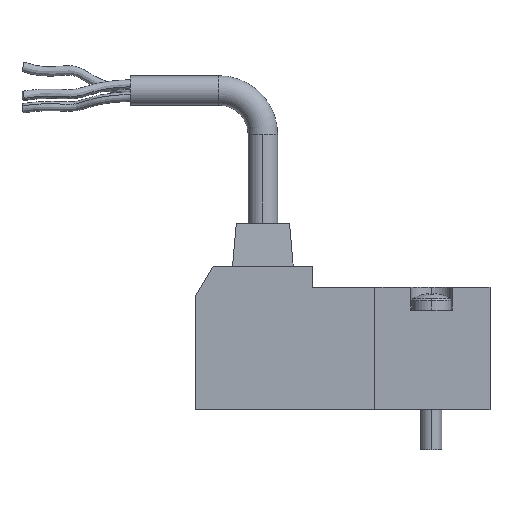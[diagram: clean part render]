
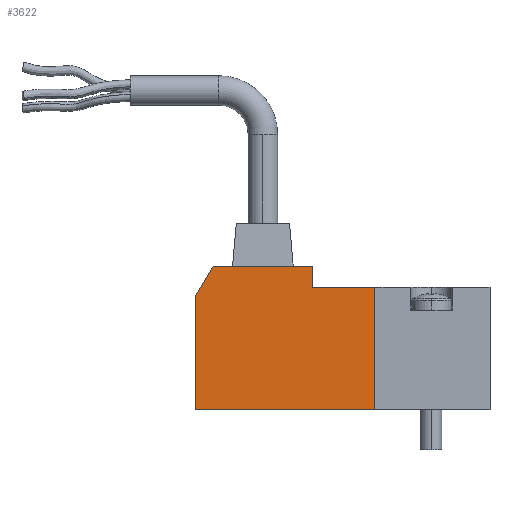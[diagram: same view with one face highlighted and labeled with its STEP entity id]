
A CAD part, top view. The second image highlights one B-rep face of the part: STEP entity #3622.
In plain terms, the highlighted planar face has unit normal (0, 0, 1).
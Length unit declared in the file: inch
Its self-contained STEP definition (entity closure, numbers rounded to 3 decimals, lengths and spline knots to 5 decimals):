
#53 = VERTEX_POINT ( 'NONE', #1567 ) ;
#99 = ORIENTED_EDGE ( 'NONE', *, *, #2730, .T. ) ;
#420 = VERTEX_POINT ( 'NONE', #4637 ) ;
#435 = CARTESIAN_POINT ( 'NONE',  ( -1.663, 0., 0. ) ) ;
#450 = ORIENTED_EDGE ( 'NONE', *, *, #2808, .T. ) ;
#650 = VECTOR ( 'NONE', #1005, 39.37008 ) ;
#653 = VERTEX_POINT ( 'NONE', #6303 ) ;
#724 = CARTESIAN_POINT ( 'NONE',  ( -1.003, 0.81, 0. ) ) ;
#916 = DIRECTION ( 'NONE',  ( -1., 0., 0. ) ) ;
#1005 = DIRECTION ( 'NONE',  ( 0., 1., 0. ) ) ;
#1051 = ORIENTED_EDGE ( 'NONE', *, *, #4183, .F. ) ;
#1091 = LINE ( 'NONE', #724, #2238 ) ;
#1243 = CARTESIAN_POINT ( 'NONE',  ( -1.663, 0., 0. ) ) ;
#1322 = VECTOR ( 'NONE', #916, 39.37008 ) ;
#1567 = CARTESIAN_POINT ( 'NONE',  ( -1.56543, 0.81, 0. ) ) ;
#1672 = EDGE_LOOP ( 'NONE', ( #5785, #450, #1051, #2151, #6383, #99, #3117 ) ) ;
#1728 = PLANE ( 'NONE',  #3294 ) ;
#1883 = DIRECTION ( 'NONE',  ( -0.5, -0.866, 0. ) ) ;
#1960 = LINE ( 'NONE', #5910, #6195 ) ;
#1976 = LINE ( 'NONE', #3287, #650 ) ;
#2016 = EDGE_CURVE ( 'NONE', #53, #420, #1960, .T. ) ;
#2151 = ORIENTED_EDGE ( 'NONE', *, *, #3446, .F. ) ;
#2207 = DIRECTION ( 'NONE',  ( 0., 0., -1. ) ) ;
#2238 = VECTOR ( 'NONE', #6088, 39.37008 ) ;
#2730 = EDGE_CURVE ( 'NONE', #5795, #653, #3499, .T. ) ;
#2808 = EDGE_CURVE ( 'NONE', #53, #5578, #6405, .T. ) ;
#2911 = DIRECTION ( 'NONE',  ( -1., 0., 0. ) ) ;
#3117 = ORIENTED_EDGE ( 'NONE', *, *, #3144, .F. ) ;
#3144 = EDGE_CURVE ( 'NONE', #420, #653, #1091, .T. ) ;
#3287 = CARTESIAN_POINT ( 'NONE',  ( -0.651, 0., 0. ) ) ;
#3294 = AXIS2_PLACEMENT_3D ( 'NONE', #5150, #2207, #4170 ) ;
#3446 = EDGE_CURVE ( 'NONE', #4386, #4828, #5920, .T. ) ;
#3499 = LINE ( 'NONE', #5713, #1322 ) ;
#3622 = ADVANCED_FACE ( 'NONE', ( #4201 ), #1728, .F. ) ;
#3726 = VECTOR ( 'NONE', #2911, 39.37008 ) ;
#3775 = CARTESIAN_POINT ( 'NONE',  ( -0.651, 0., 0. ) ) ;
#3780 = VECTOR ( 'NONE', #4647, 39.37008 ) ;
#3784 = EDGE_CURVE ( 'NONE', #4386, #5795, #1976, .T. ) ;
#3872 = DIRECTION ( 'NONE',  ( 1., 0., 0. ) ) ;
#4129 = VECTOR ( 'NONE', #1883, 39.37008 ) ;
#4170 = DIRECTION ( 'NONE',  ( 1., 0., 0. ) ) ;
#4183 = EDGE_CURVE ( 'NONE', #4828, #5578, #5115, .T. ) ;
#4185 = CARTESIAN_POINT ( 'NONE',  ( -0.651, 0.69, 0. ) ) ;
#4201 = FACE_OUTER_BOUND ( 'NONE', #1672, .T. ) ;
#4220 = CARTESIAN_POINT ( 'NONE',  ( -1.663, 0., 0. ) ) ;
#4386 = VERTEX_POINT ( 'NONE', #3775 ) ;
#4637 = CARTESIAN_POINT ( 'NONE',  ( -1.003, 0.81, 0. ) ) ;
#4647 = DIRECTION ( 'NONE',  ( 0., 1., 0. ) ) ;
#4828 = VERTEX_POINT ( 'NONE', #435 ) ;
#5115 = LINE ( 'NONE', #1243, #3780 ) ;
#5150 = CARTESIAN_POINT ( 'NONE',  ( -1.663, 0., 0. ) ) ;
#5242 = CARTESIAN_POINT ( 'NONE',  ( -1.663, 0.641, 0. ) ) ;
#5578 = VERTEX_POINT ( 'NONE', #5242 ) ;
#5713 = CARTESIAN_POINT ( 'NONE',  ( -1.663, 0.69, 0. ) ) ;
#5785 = ORIENTED_EDGE ( 'NONE', *, *, #2016, .F. ) ;
#5795 = VERTEX_POINT ( 'NONE', #4185 ) ;
#5834 = CARTESIAN_POINT ( 'NONE',  ( -1.56543, 0.81, 0. ) ) ;
#5910 = CARTESIAN_POINT ( 'NONE',  ( -1.003, 0.81, 0. ) ) ;
#5920 = LINE ( 'NONE', #4220, #3726 ) ;
#6088 = DIRECTION ( 'NONE',  ( 0., -1., 0. ) ) ;
#6195 = VECTOR ( 'NONE', #3872, 39.37008 ) ;
#6303 = CARTESIAN_POINT ( 'NONE',  ( -1.003, 0.69, 0. ) ) ;
#6383 = ORIENTED_EDGE ( 'NONE', *, *, #3784, .T. ) ;
#6405 = LINE ( 'NONE', #5834, #4129 ) ;
